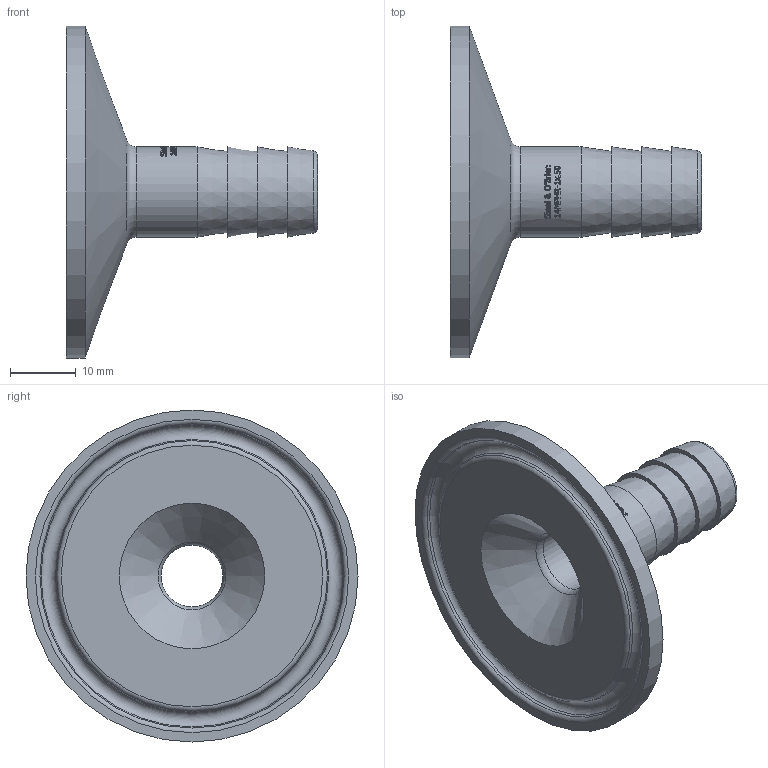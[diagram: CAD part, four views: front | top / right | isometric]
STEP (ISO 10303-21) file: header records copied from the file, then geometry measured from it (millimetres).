
FILE_DESCRIPTION(/* description */ (''),/* implementation_level */ '2;1');
FILE_NAME(/* name */ '14MPHR-1X.50.stp',/* time_stamp */ '2021-11-16T10:56:49-05:00',/* author */ ('rick'),/* organization */ (''),/* preprocessor_version */ 'ST-DEVELOPER v18.1',/* originating_system */ 'Autodesk Inventor 2020',/* authorisation */ '');
FILE_SCHEMA (('AUTOMOTIVE_DESIGN { 1 0 10303 214 3 1 1 }'));
Length unit declared in the file: inch
Products named in the file (1): 14MPHR-1X.50
Bounding box: 38.1 x 50.39 x 50.39 mm (x, y, z)
Volume: 11639.6 mm3; surface area: 6936.3 mm2
Topology: 1 solids, 1 shells, 407 faces, 1110 edges, 747 vertices
Faces by surface type: plane 191, bspline 161, cylinder 41, cone 8, torus 6
Full cylindrical faces by diameter (mm): 9.398 x1, 13.716 x1, 50.394 x1
Entity records: 16513 total; most frequent: CARTESIAN_POINT 6930, ORIENTED_EDGE 2220, DIRECTION 1563, EDGE_CURVE 1110, VERTEX_POINT 747, AXIS2_PLACEMENT_3D 528, LINE 507, VECTOR 507
